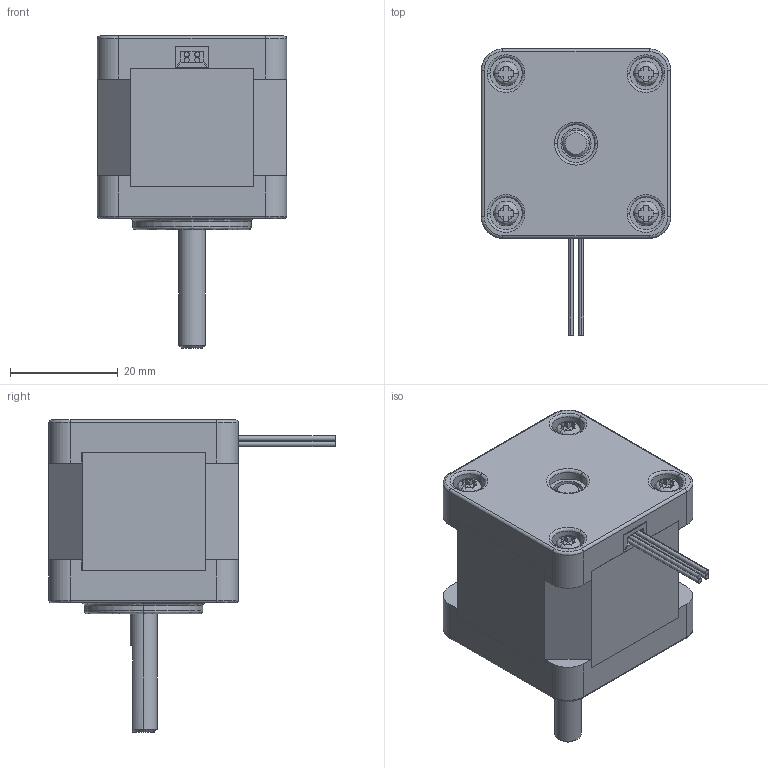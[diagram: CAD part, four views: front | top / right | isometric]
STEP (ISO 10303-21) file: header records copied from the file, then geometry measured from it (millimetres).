
FILE_DESCRIPTION (( 'STEP AP214' ), '1' );
FILE_NAME ('14HS13-0804S.STEP', '2018-03-05T05:46:11', ( '' ), ( '' ), 'SwSTEP 2.0', 'SolidWorks 2014', '' );
FILE_SCHEMA (( 'AUTOMOTIVE_DESIGN' ));
Length unit declared in the file: millimetre
Products named in the file (1): 14HS13-0804S
Bounding box: 35.21 x 53.21 x 58 mm (x, y, z)
Volume: 41327.5 mm3; surface area: 8428.5 mm2
Topology: 1 solids, 1 shells, 244 faces, 610 edges, 385 vertices
Faces by surface type: plane 137, cylinder 62, bspline 32, cone 13
Entity records: 10397 total; most frequent: CARTESIAN_POINT 2124, ORIENTED_EDGE 1204, DIRECTION 1085, EDGE_CURVE 602, VERTEX_POINT 385, AXIS2_PLACEMENT_3D 368, LINE 349, VECTOR 349
